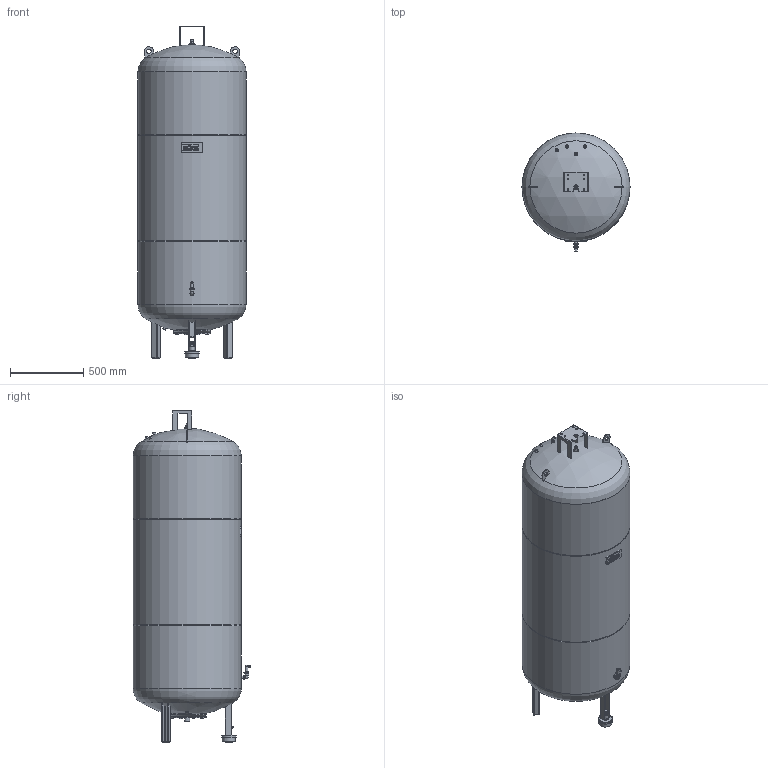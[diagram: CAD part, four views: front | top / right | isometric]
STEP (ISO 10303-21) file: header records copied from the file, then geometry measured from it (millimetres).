
FILE_DESCRIPTION(/* description */ (''),/* implementation_level */ '2;1');
FILE_NAME(/* name */ '3d_ReflexomatRG800_6bar-8799600.stp',/* time_stamp */ '2015-12-08T09:20:11+01:00',/* author */ ('Andrzej'),/* organization */ (''),/* preprocessor_version */ 'ST-DEVELOPER v15.5',/* originating_system */ 'AutoCAD Mechanical',/* authorisation */ '');
FILE_SCHEMA (('AUTOMOTIVE_DESIGN { 1 0 10303 214 3 1 1 }'));
Length unit declared in the file: millimetre
Products named in the file (1): Product
Bounding box: 740 x 806 x 2272 mm (x, y, z)
Volume: 792858651.8 mm3; surface area: 7262365.4 mm2
Topology: 27 solids, 27 shells, 610 faces, 1484 edges, 960 vertices
Faces by surface type: plane 346, cylinder 202, cone 23, torus 18, sphere 17, bspline 4
Full cylindrical faces by diameter (mm): 3.5 x1, 6 x1, 9 x2, 10 x16, 11.445 x3, 13 x1, 13.4 x2, 14.95 x1, 15 x1, 16 x2, 18.5 x4, 20 x4, 21.3 x2, 24 x1, 26 x1, 28 x2, 30 x2, 33.7 x1, 34 x1, 35 x1, 44 x1, 90 x2, 92 x1, 100 x1, 161 x1, 230 x1, 250 x1, 260 x2, 740 x5
Entity records: 18045 total; most frequent: CARTESIAN_POINT 3863, DIRECTION 2998, ORIENTED_EDGE 2698, EDGE_CURVE 1349, AXIS2_PLACEMENT_3D 1074, VERTEX_POINT 929, LINE 850, VECTOR 850
